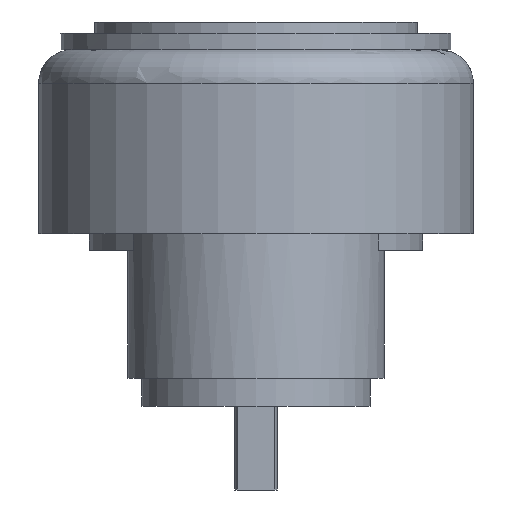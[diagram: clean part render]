
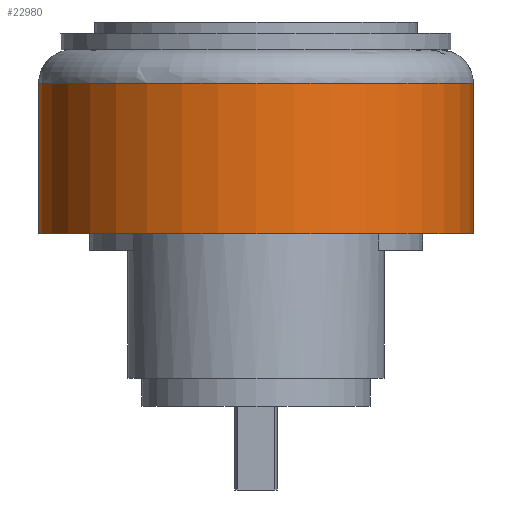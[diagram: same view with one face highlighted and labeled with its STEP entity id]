
A CAD part, left-side view. The second image highlights one B-rep face of the part: STEP entity #22980.
In plain terms, the highlighted cylindrical face has radius 39 mm (diameter 78 mm), a partial arc.
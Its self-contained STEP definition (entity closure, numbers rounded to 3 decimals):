
#521=CYLINDRICAL_SURFACE('',#24503,39.);
#985=FACE_OUTER_BOUND('',#2249,.T.);
#2249=EDGE_LOOP('',(#16007,#16008,#16009,#16010));
#3611=CIRCLE('',#24504,39.);
#3612=CIRCLE('',#24505,39.);
#4776=LINE('',#36022,#7059);
#4777=LINE('',#36025,#7060);
#7059=VECTOR('',#27640,10.);
#7060=VECTOR('',#27643,10.);
#9435=VERTEX_POINT('',#36018);
#9436=VERTEX_POINT('',#36019);
#9437=VERTEX_POINT('',#36021);
#9438=VERTEX_POINT('',#36023);
#11938=EDGE_CURVE('',#9435,#9436,#3611,.T.);
#11939=EDGE_CURVE('',#9437,#9435,#4776,.T.);
#11940=EDGE_CURVE('',#9437,#9438,#3612,.T.);
#11941=EDGE_CURVE('',#9438,#9436,#4777,.T.);
#16007=ORIENTED_EDGE('',*,*,#11938,.F.);
#16008=ORIENTED_EDGE('',*,*,#11939,.F.);
#16009=ORIENTED_EDGE('',*,*,#11940,.T.);
#16010=ORIENTED_EDGE('',*,*,#11941,.T.);
#22980=ADVANCED_FACE('',(#985),#521,.T.);
#24503=AXIS2_PLACEMENT_3D('',#36017,#27636,#27637);
#24504=AXIS2_PLACEMENT_3D('',#36020,#27638,#27639);
#24505=AXIS2_PLACEMENT_3D('',#36024,#27641,#27642);
#27636=DIRECTION('center_axis',(0.,0.,
1.));
#27637=DIRECTION('ref_axis',(0.,1.,0.));
#27638=DIRECTION('center_axis',(0.,0.,
1.));
#27639=DIRECTION('ref_axis',(-1.,0.,0.));
#27640=DIRECTION('',(0.,0.,1.));
#27641=DIRECTION('center_axis',(0.,0.,
1.));
#27642=DIRECTION('ref_axis',(0.,1.,0.));
#27643=DIRECTION('',(0.,0.,1.));
#36017=CARTESIAN_POINT('Origin',(100.357,219.079,-111.495));
#36018=CARTESIAN_POINT('',(100.357,258.079,-84.495));
#36019=CARTESIAN_POINT('',(100.357,180.079,-84.495));
#36020=CARTESIAN_POINT('Origin',(100.357,219.079,-84.495));
#36021=CARTESIAN_POINT('',(100.357,258.079,-111.495));
#36022=CARTESIAN_POINT('',(100.357,258.079,-111.495));
#36023=CARTESIAN_POINT('',(100.357,180.079,-111.495));
#36024=CARTESIAN_POINT('Origin',(100.357,219.079,-111.495));
#36025=CARTESIAN_POINT('',(100.357,180.079,-111.495));
